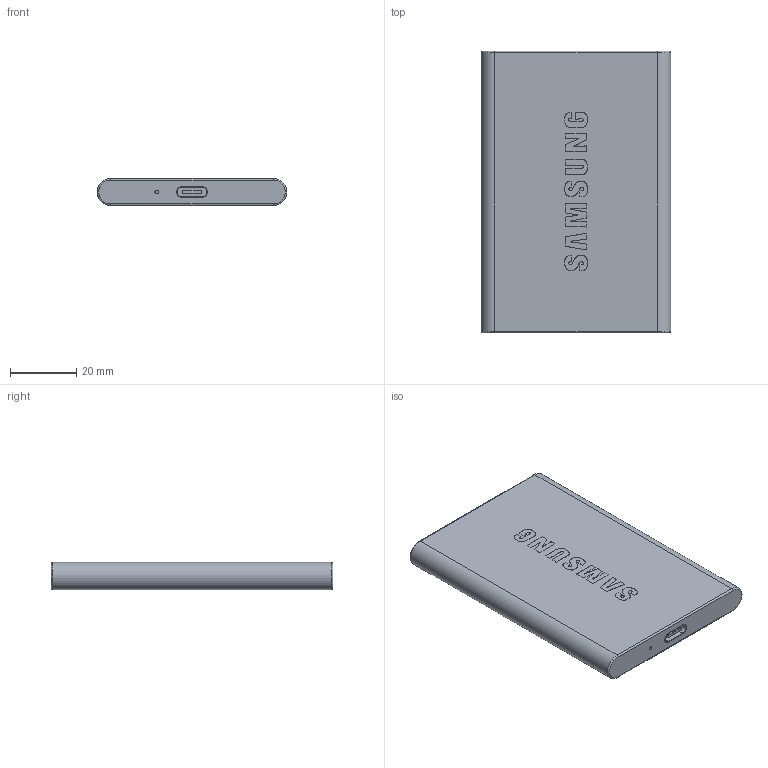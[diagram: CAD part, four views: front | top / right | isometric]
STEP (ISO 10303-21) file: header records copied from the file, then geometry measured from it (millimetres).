
FILE_DESCRIPTION(('FreeCAD Model'),'2;1');
FILE_NAME('Open CASCADE Shape Model','2022-04-23T15:31:07',('Author'),( ''),'Open CASCADE STEP processor 7.5','FreeCAD','Unknown');
FILE_SCHEMA(('AUTOMOTIVE_DESIGN { 1 0 10303 214 1 1 1 1 }'));
Length unit declared in the file: millimetre
Products named in the file (1): Samsung Portable SSD T7
Bounding box: 57.2 x 85 x 8.2 mm (x, y, z)
Volume: 38491.2 mm3; surface area: 11618.2 mm2
Topology: 1 solids, 1 shells, 260 faces, 718 edges, 471 vertices
Faces by surface type: extrusion 177, plane 46, cylinder 20, torus 10, bspline 7
Full cylindrical faces by diameter (mm): 1.09 x1, 1.1 x1
Entity records: 27669 total; most frequent: CARTESIAN_POINT 14644, DIRECTION 1618, ORIENTED_EDGE 1436, PCURVE 1436, DEFINITIONAL_REPRESENTATION 1436, VECTOR 1345, LINE 1168, B_SPLINE_CURVE_WITH_KNOTS 1093
